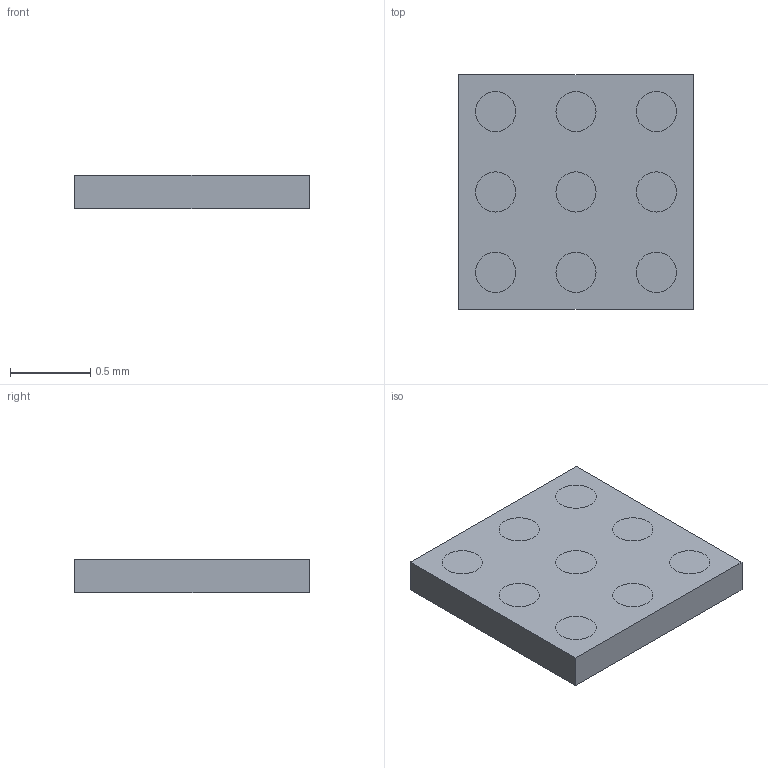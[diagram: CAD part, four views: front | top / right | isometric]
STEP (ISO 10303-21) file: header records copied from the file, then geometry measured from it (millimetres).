
FILE_DESCRIPTION(/* description */ ('Unknown'),/* implementation_level */ '2;1');
FILE_NAME(/* name */ 'X4-DSN1515-9',/* time_stamp */ '2021-11-05T15:55:18+08:00',/* author */ ('Unknown'),/* organization */ ('Unknown'),/* preprocessor_version */ 'ST-DEVELOPER v16.7',/* originating_system */ 'DEX',/* authorisation */ $);
FILE_SCHEMA (('AUTOMOTIVE_DESIGN {1 0 10303 214 3 1 1}'));
Length unit declared in the file: millimetre
Products named in the file (3): X4-DSN1515-9; Pin; Mold
Assembly tree (2 placements, depth 2):
  X4-DSN1515-9
    Pin
    Mold
Bounding box: 1.46 x 1.46 x 0.21 mm (x, y, z)
Volume: 0.4 mm3; surface area: 6.7 mm2
Topology: 10 solids, 10 shells, 51 faces, 75 edges, 53 vertices
Faces by surface type: plane 33, cylinder 18
Full cylindrical faces by diameter (mm): 0.25 x18
Entity records: 1082 total; most frequent: DIRECTION 192, CARTESIAN_POINT 146, ORIENTED_EDGE 96, AXIS2_PLACEMENT_3D 90, EDGE_LOOP 78, FACE_BOUND 78, ADVANCED_FACE 51, EDGE_CURVE 48
